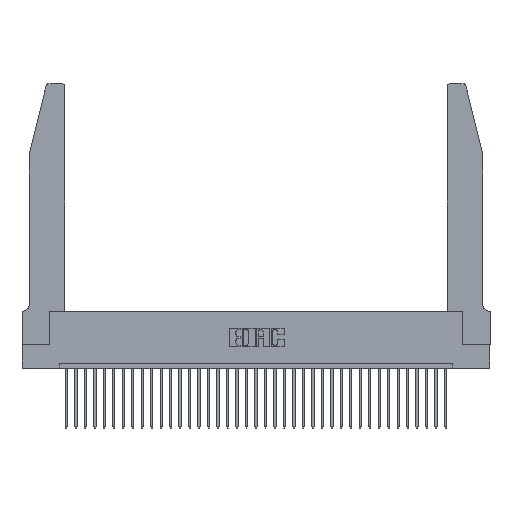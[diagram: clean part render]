
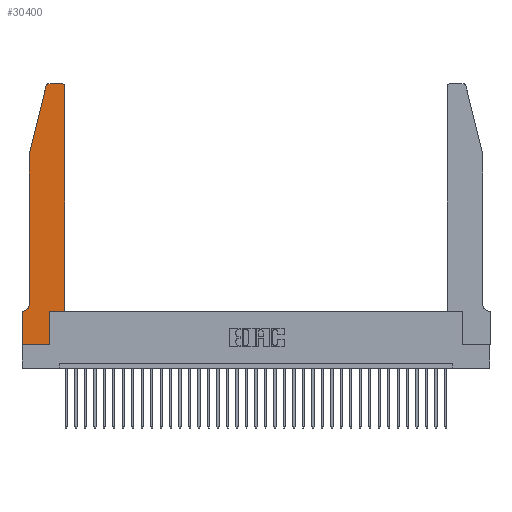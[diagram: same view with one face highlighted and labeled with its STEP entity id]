
A CAD part, top view. The second image highlights one B-rep face of the part: STEP entity #30400.
In plain terms, the highlighted planar face has unit normal (0, 0, 1).
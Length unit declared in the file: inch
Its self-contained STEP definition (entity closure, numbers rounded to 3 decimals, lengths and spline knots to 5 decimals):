
#297 = VERTEX_POINT ( 'NONE', #3940 ) ;
#539 = DIRECTION ( 'NONE',  ( -1., 0., 0. ) ) ;
#547 = EDGE_CURVE ( 'NONE', #21316, #4051, #30574, .T. ) ;
#656 = CARTESIAN_POINT ( 'NONE',  ( 0.0055, 0.42, 0.37 ) ) ;
#843 = VERTEX_POINT ( 'NONE', #1578 ) ;
#907 = DIRECTION ( 'NONE',  ( 1., 0., 0. ) ) ;
#921 = LINE ( 'NONE', #17751, #26825 ) ;
#1578 = CARTESIAN_POINT ( 'NONE',  ( 0.2865, 0.35, 0.37 ) ) ;
#2310 = CARTESIAN_POINT ( 'NONE',  ( 0., 0.35, 0.37 ) ) ;
#2844 = CARTESIAN_POINT ( 'NONE',  ( 0.4505, 0.35, 0.37 ) ) ;
#2923 = LINE ( 'NONE', #19319, #28772 ) ;
#3017 = DIRECTION ( 'NONE',  ( 0., -1., 0. ) ) ;
#3043 = EDGE_CURVE ( 'NONE', #8093, #21316, #27377, .T. ) ;
#3200 = LINE ( 'NONE', #2844, #17009 ) ;
#3279 = DIRECTION ( 'NONE',  ( 0., -1., 0. ) ) ;
#3367 = CARTESIAN_POINT ( 'NONE',  ( 0.4205, 2.75, 0.37 ) ) ;
#3462 = EDGE_CURVE ( 'NONE', #19587, #15926, #3200, .T. ) ;
#3596 = CARTESIAN_POINT ( 'NONE',  ( 0., 0., 0.37 ) ) ;
#3940 = CARTESIAN_POINT ( 'NONE',  ( 0., 0., 0.37 ) ) ;
#4051 = VERTEX_POINT ( 'NONE', #25372 ) ;
#4448 = VERTEX_POINT ( 'NONE', #3367 ) ;
#4841 = CIRCLE ( 'NONE', #31840, 0.03 ) ;
#4925 = ORIENTED_EDGE ( 'NONE', *, *, #3043, .T. ) ;
#5097 = CARTESIAN_POINT ( 'NONE',  ( 0.4505, 2.72, 0.37 ) ) ;
#5400 = CARTESIAN_POINT ( 'NONE',  ( 0.0755, 2., 0.37 ) ) ;
#6098 = CARTESIAN_POINT ( 'NONE',  ( 0.4205, 2.72, 0.37 ) ) ;
#6389 = ORIENTED_EDGE ( 'NONE', *, *, #6754, .T. ) ;
#6471 = VECTOR ( 'NONE', #3279, 39.37008 ) ;
#6661 = ORIENTED_EDGE ( 'NONE', *, *, #29197, .T. ) ;
#6754 = EDGE_CURVE ( 'NONE', #27269, #23446, #8609, .T. ) ;
#6875 = VECTOR ( 'NONE', #30558, 39.37008 ) ;
#7124 = EDGE_CURVE ( 'NONE', #843, #19587, #2923, .T. ) ;
#7153 = DIRECTION ( 'NONE',  ( -1., 0., 0. ) ) ;
#8093 = VERTEX_POINT ( 'NONE', #11914 ) ;
#8609 = CIRCLE ( 'NONE', #10159, 0.07 ) ;
#8630 = VECTOR ( 'NONE', #9158, 39.37008 ) ;
#9158 = DIRECTION ( 'NONE',  ( 0., 1., 0. ) ) ;
#9178 = VECTOR ( 'NONE', #3017, 39.37008 ) ;
#9754 = ORIENTED_EDGE ( 'NONE', *, *, #15644, .T. ) ;
#10159 = AXIS2_PLACEMENT_3D ( 'NONE', #656, #30573, #539 ) ;
#10222 = ORIENTED_EDGE ( 'NONE', *, *, #7124, .T. ) ;
#11914 = CARTESIAN_POINT ( 'NONE',  ( 0.284, 2.75, 0.37 ) ) ;
#11973 = LINE ( 'NONE', #23414, #15797 ) ;
#12398 = ORIENTED_EDGE ( 'NONE', *, *, #26526, .T. ) ;
#12407 = ORIENTED_EDGE ( 'NONE', *, *, #17092, .T. ) ;
#12753 = EDGE_CURVE ( 'NONE', #23446, #19168, #921, .T. ) ;
#12758 = EDGE_CURVE ( 'NONE', #15926, #4448, #4841, .T. ) ;
#13212 = VECTOR ( 'NONE', #13374, 39.37008 ) ;
#13374 = DIRECTION ( 'NONE',  ( 1., 0., 0. ) ) ;
#13790 = LINE ( 'NONE', #5400, #6471 ) ;
#14138 = CARTESIAN_POINT ( 'NONE',  ( 0.0055, 0.35, 0.37 ) ) ;
#15644 = EDGE_CURVE ( 'NONE', #24878, #843, #19772, .T. ) ;
#15797 = VECTOR ( 'NONE', #7153, 39.37008 ) ;
#15926 = VERTEX_POINT ( 'NONE', #5097 ) ;
#16980 = CARTESIAN_POINT ( 'NONE',  ( 0.25487, 2.72718, 0.37 ) ) ;
#17009 = VECTOR ( 'NONE', #33117, 39.37008 ) ;
#17066 = ORIENTED_EDGE ( 'NONE', *, *, #547, .T. ) ;
#17092 = EDGE_CURVE ( 'NONE', #4448, #8093, #11973, .T. ) ;
#17694 = CARTESIAN_POINT ( 'NONE',  ( 0., 0.35, 0.37 ) ) ;
#17751 = CARTESIAN_POINT ( 'NONE',  ( 0.0755, 0.35, 0.37 ) ) ;
#19168 = VERTEX_POINT ( 'NONE', #2310 ) ;
#19319 = CARTESIAN_POINT ( 'NONE',  ( 0.4505, 0.35, 0.37 ) ) ;
#19518 = ORIENTED_EDGE ( 'NONE', *, *, #12753, .T. ) ;
#19587 = VERTEX_POINT ( 'NONE', #30178 ) ;
#19654 = EDGE_CURVE ( 'NONE', #19168, #297, #25555, .T. ) ;
#19772 = LINE ( 'NONE', #30829, #8630 ) ;
#19783 = DIRECTION ( 'NONE',  ( 0., 0., 1. ) ) ;
#20089 = ORIENTED_EDGE ( 'NONE', *, *, #3462, .T. ) ;
#20760 = DIRECTION ( 'NONE',  ( -1., 0., 0. ) ) ;
#21174 = ORIENTED_EDGE ( 'NONE', *, *, #12758, .T. ) ;
#21316 = VERTEX_POINT ( 'NONE', #16980 ) ;
#21886 = CARTESIAN_POINT ( 'NONE',  ( 0.284, 2.72, 0.37 ) ) ;
#22129 = DIRECTION ( 'NONE',  ( 1., 0., 0. ) ) ;
#23414 = CARTESIAN_POINT ( 'NONE',  ( 0.2605, 2.75, 0.37 ) ) ;
#23446 = VERTEX_POINT ( 'NONE', #14138 ) ;
#24878 = VERTEX_POINT ( 'NONE', #29868 ) ;
#25372 = CARTESIAN_POINT ( 'NONE',  ( 0.0755, 2., 0.37 ) ) ;
#25555 = LINE ( 'NONE', #27500, #9178 ) ;
#25558 = PLANE ( 'NONE',  #27097 ) ;
#26526 = EDGE_CURVE ( 'NONE', #4051, #27269, #13790, .T. ) ;
#26825 = VECTOR ( 'NONE', #20760, 39.37008 ) ;
#27097 = AXIS2_PLACEMENT_3D ( 'NONE', #17694, #33978, #907 ) ;
#27269 = VERTEX_POINT ( 'NONE', #29587 ) ;
#27377 = CIRCLE ( 'NONE', #35685, 0.03 ) ;
#27500 = CARTESIAN_POINT ( 'NONE',  ( 0., 0., 0.37 ) ) ;
#27668 = DIRECTION ( 'NONE',  ( 1., 0., 0. ) ) ;
#28772 = VECTOR ( 'NONE', #27668, 39.37008 ) ;
#29197 = EDGE_CURVE ( 'NONE', #297, #24878, #35199, .T. ) ;
#29587 = CARTESIAN_POINT ( 'NONE',  ( 0.0755, 0.42, 0.37 ) ) ;
#29868 = CARTESIAN_POINT ( 'NONE',  ( 0.2865, 0., 0.37 ) ) ;
#30178 = CARTESIAN_POINT ( 'NONE',  ( 0.4505, 0.35, 0.37 ) ) ;
#30332 = CARTESIAN_POINT ( 'NONE',  ( 0.0755, 2., 0.37 ) ) ;
#30400 = ADVANCED_FACE ( 'NONE', ( #30790 ), #25558, .T. ) ;
#30547 = ORIENTED_EDGE ( 'NONE', *, *, #19654, .T. ) ;
#30558 = DIRECTION ( 'NONE',  ( -0.239, -0.971, 0. ) ) ;
#30574 = LINE ( 'NONE', #30332, #6875 ) ;
#30573 = DIRECTION ( 'NONE',  ( 0., 0., -1. ) ) ;
#30790 = FACE_OUTER_BOUND ( 'NONE', #34933, .T. ) ;
#30829 = CARTESIAN_POINT ( 'NONE',  ( 0.2865, 0.35, 0.37 ) ) ;
#30907 = DIRECTION ( 'NONE',  ( 1., 0., 0. ) ) ;
#31840 = AXIS2_PLACEMENT_3D ( 'NONE', #6098, #19783, #30907 ) ;
#32970 = DIRECTION ( 'NONE',  ( 0., 0., 1. ) ) ;
#33117 = DIRECTION ( 'NONE',  ( 0., 1., 0. ) ) ;
#33978 = DIRECTION ( 'NONE',  ( 0., 0., 1. ) ) ;
#34933 = EDGE_LOOP ( 'NONE', ( #12407, #4925, #17066, #12398, #6389, #19518, #30547, #6661, #9754, #10222, #20089, #21174 ) ) ;
#35199 = LINE ( 'NONE', #3596, #13212 ) ;
#35685 = AXIS2_PLACEMENT_3D ( 'NONE', #21886, #32970, #22129 ) ;
